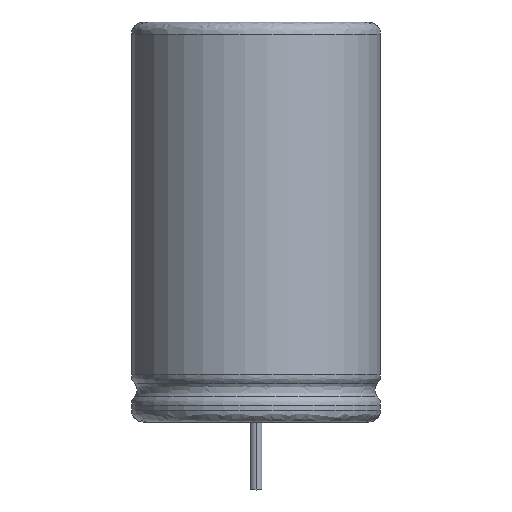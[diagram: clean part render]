
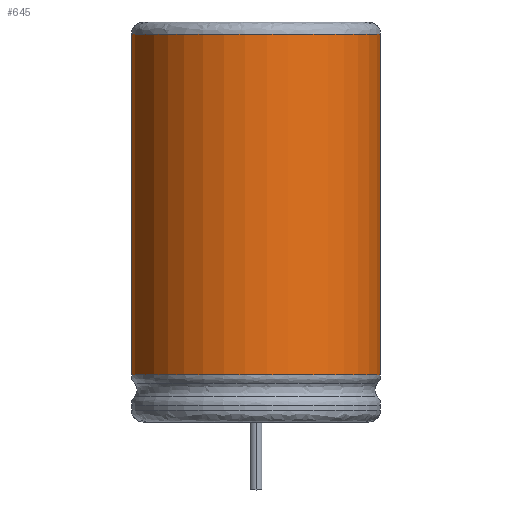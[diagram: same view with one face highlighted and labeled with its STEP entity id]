
A CAD part, front view. The second image highlights one B-rep face of the part: STEP entity #645.
In plain terms, the highlighted cylindrical face has radius 6.25 mm (diameter 12.5 mm), a partial arc.
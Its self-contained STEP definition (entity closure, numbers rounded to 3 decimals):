
#31 = CYLINDRICAL_SURFACE ( 'NONE', #539, 6.25 ) ;
#71 = CARTESIAN_POINT ( 'NONE',  ( 5.664, 2.641, -2.355 ) ) ;
#97 = EDGE_LOOP ( 'NONE', ( #2201, #1486, #516, #203 ) ) ;
#184 = EDGE_CURVE ( 'NONE', #2130, #2515, #795, .T. ) ;
#195 = CARTESIAN_POINT ( 'NONE',  ( 5.664, -2.641, -19.4 ) ) ;
#203 = ORIENTED_EDGE ( 'NONE', *, *, #2495, .T. ) ;
#367 = AXIS2_PLACEMENT_3D ( 'NONE', #2259, #2256, #2253 ) ;
#452 = DIRECTION ( 'NONE',  ( 1., 0., 0. ) ) ;
#457 = DIRECTION ( 'NONE',  ( 0., 0., -1. ) ) ;
#461 = CARTESIAN_POINT ( 'NONE',  ( 0., 0., -2.355 ) ) ;
#476 = DIRECTION ( 'NONE',  ( 0., 0., 1. ) ) ;
#480 = CARTESIAN_POINT ( 'NONE',  ( 5.664, -2.641, -0.1 ) ) ;
#515 = AXIS2_PLACEMENT_3D ( 'NONE', #461, #457, #452 ) ;
#516 = ORIENTED_EDGE ( 'NONE', *, *, #184, .T. ) ;
#539 = AXIS2_PLACEMENT_3D ( 'NONE', #565, #563, #546 ) ;
#543 = VERTEX_POINT ( 'NONE', #672 ) ;
#546 = DIRECTION ( 'NONE',  ( 1., 0., 0. ) ) ;
#563 = DIRECTION ( 'NONE',  ( 0., 0., 1. ) ) ;
#565 = CARTESIAN_POINT ( 'NONE',  ( 0., 0., -0.1 ) ) ;
#645 = ADVANCED_FACE ( 'NONE', ( #1460 ), #31, .T. ) ;
#672 = CARTESIAN_POINT ( 'NONE',  ( 5.664, -2.641, -2.355 ) ) ;
#713 = VECTOR ( 'NONE', #476, 1000. ) ;
#720 = CIRCLE ( 'NONE', #515, 6.25 ) ;
#795 = LINE ( 'NONE', #2340, #1439 ) ;
#1165 = EDGE_CURVE ( 'NONE', #1900, #543, #2218, .T. ) ;
#1181 = EDGE_CURVE ( 'NONE', #543, #2130, #720, .T. ) ;
#1439 = VECTOR ( 'NONE', #2339, 1000. ) ;
#1460 = FACE_OUTER_BOUND ( 'NONE', #97, .T. ) ;
#1486 = ORIENTED_EDGE ( 'NONE', *, *, #1181, .T. ) ;
#1900 = VERTEX_POINT ( 'NONE', #195 ) ;
#2130 = VERTEX_POINT ( 'NONE', #71 ) ;
#2159 = CARTESIAN_POINT ( 'NONE',  ( 5.664, 2.641, -19.4 ) ) ;
#2201 = ORIENTED_EDGE ( 'NONE', *, *, #1165, .T. ) ;
#2203 = CIRCLE ( 'NONE', #367, 6.25 ) ;
#2218 = LINE ( 'NONE', #480, #713 ) ;
#2253 = DIRECTION ( 'NONE',  ( 1., 0., 0. ) ) ;
#2256 = DIRECTION ( 'NONE',  ( 0., 0., 1. ) ) ;
#2259 = CARTESIAN_POINT ( 'NONE',  ( 0., 0., -19.4 ) ) ;
#2339 = DIRECTION ( 'NONE',  ( 0., 0., -1. ) ) ;
#2340 = CARTESIAN_POINT ( 'NONE',  ( 5.664, 2.641, -0.1 ) ) ;
#2495 = EDGE_CURVE ( 'NONE', #2515, #1900, #2203, .T. ) ;
#2515 = VERTEX_POINT ( 'NONE', #2159 ) ;
